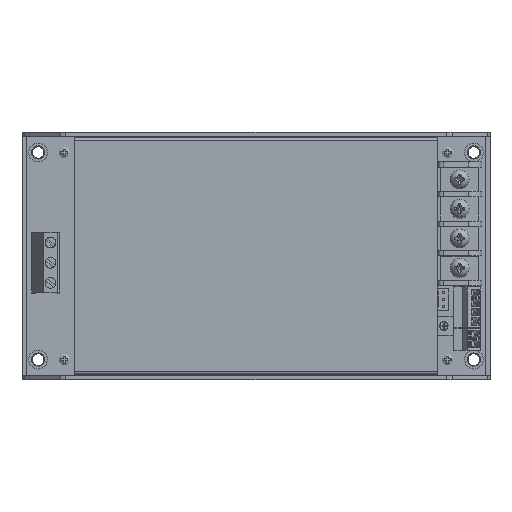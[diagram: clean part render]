
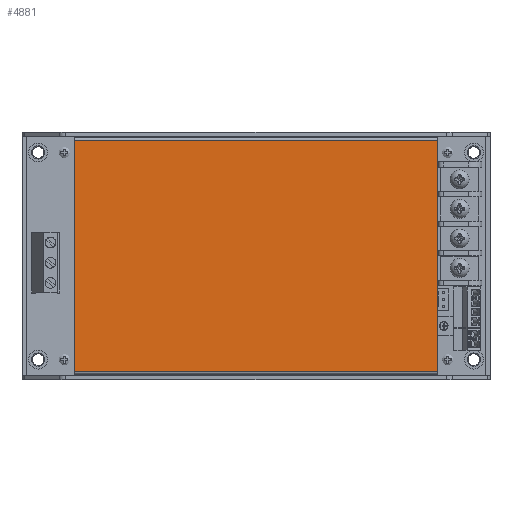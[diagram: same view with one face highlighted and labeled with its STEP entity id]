
A CAD part, top view. The second image highlights one B-rep face of the part: STEP entity #4881.
In plain terms, the highlighted face is planar.
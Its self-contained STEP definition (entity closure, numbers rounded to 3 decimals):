
#4881=ADVANCED_FACE('',(#12426),#12428,.F.);
#12426=FACE_BOUND('',#12427,.T.);
#12427=EDGE_LOOP('',(#17067,#17068,#17069,#17070));
#12428=PLANE('',#12429);
#12429=AXIS2_PLACEMENT_3D('',#12430,#12431,#12432);
#12430=CARTESIAN_POINT('',(0.,0.,0.));
#12431=DIRECTION('',(0.,0.,1.));
#12432=DIRECTION('',(1.,0.,0.));
#17067=ORIENTED_EDGE('',*,*,#19747,.T.);
#17068=ORIENTED_EDGE('',*,*,#19757,.F.);
#17069=ORIENTED_EDGE('',*,*,#19737,.T.);
#17070=ORIENTED_EDGE('',*,*,#19758,.F.);
#19737=EDGE_CURVE('',#21978,#21976,#21979,.T.);
#19747=EDGE_CURVE('',#21992,#21990,#21993,.T.);
#19757=EDGE_CURVE('',#21978,#21990,#22005,.T.);
#19758=EDGE_CURVE('',#21992,#21976,#22006,.T.);
#21976=VERTEX_POINT('',#26797);
#21978=VERTEX_POINT('',#26802);
#21979=LINE('',#26803,#26804);
#21990=VERTEX_POINT('',#26835);
#21992=VERTEX_POINT('',#26840);
#21993=LINE('',#26841,#26842);
#22005=LINE('',#26876,#26877);
#22006=LINE('',#26879,#26880);
#26797=CARTESIAN_POINT('',(135.,87.,0.));
#26802=CARTESIAN_POINT('',(0.,87.,0.));
#26803=CARTESIAN_POINT('',(0.,87.,0.));
#26804=VECTOR('',#26805,1.);
#26805=DIRECTION('',(1.,0.,0.));
#26835=CARTESIAN_POINT('',(0.,1.,0.));
#26840=CARTESIAN_POINT('',(135.,1.,0.));
#26841=CARTESIAN_POINT('',(135.,1.,0.));
#26842=VECTOR('',#26843,1.);
#26843=DIRECTION('',(-1.,0.,0.));
#26876=CARTESIAN_POINT('',(0.,87.,0.));
#26877=VECTOR('',#26878,1.);
#26878=DIRECTION('',(0.,-1.,0.));
#26879=CARTESIAN_POINT('',(135.,1.,0.));
#26880=VECTOR('',#26881,1.);
#26881=DIRECTION('',(0.,1.,0.));
